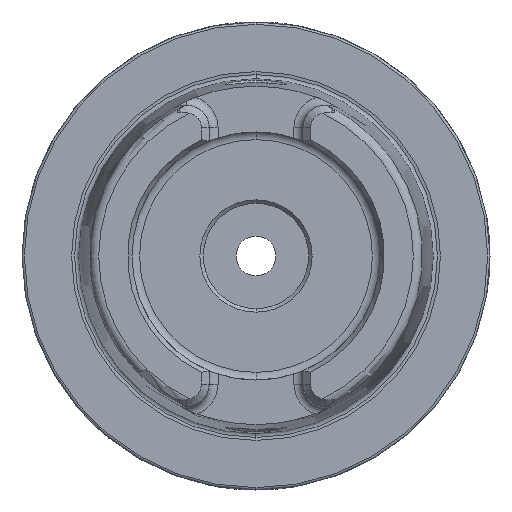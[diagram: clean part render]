
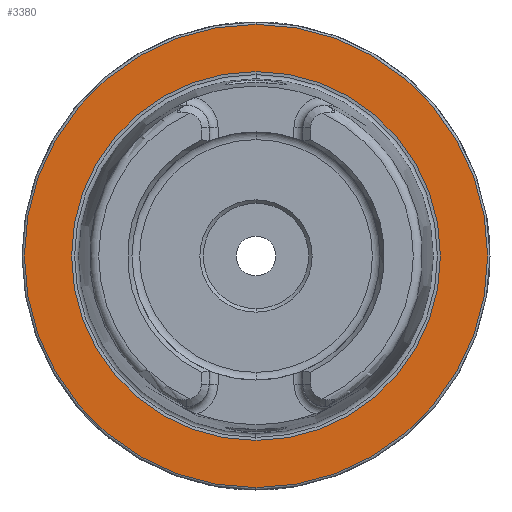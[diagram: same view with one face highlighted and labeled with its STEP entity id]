
A CAD part, left-side view. The second image highlights one B-rep face of the part: STEP entity #3380.
In plain terms, the highlighted planar face has unit normal (-1, 0, 0).
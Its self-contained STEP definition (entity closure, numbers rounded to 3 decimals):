
#162 = DIRECTION ( 'NONE',  ( -1., 0., 0. ) ) ;
#332 = EDGE_LOOP ( 'NONE', ( #2546, #2357 ) ) ;
#1281 = ORIENTED_EDGE ( 'NONE', *, *, #7919, .T. ) ;
#1811 = CARTESIAN_POINT ( 'NONE',  ( 0., 0., -39.405 ) ) ;
#1860 = ORIENTED_EDGE ( 'NONE', *, *, #5957, .T. ) ;
#1941 = EDGE_LOOP ( 'NONE', ( #1860, #1281 ) ) ;
#2084 = AXIS2_PLACEMENT_3D ( 'NONE', #4405, #4395, #4374 ) ;
#2123 = CIRCLE ( 'NONE', #6561, 49.5 ) ;
#2357 = ORIENTED_EDGE ( 'NONE', *, *, #2362, .F. ) ;
#2362 = EDGE_CURVE ( 'NONE', #3774, #5904, #3875, .T. ) ;
#2449 = CARTESIAN_POINT ( 'NONE',  ( 0., 0., 0. ) ) ;
#2546 = ORIENTED_EDGE ( 'NONE', *, *, #7926, .F. ) ;
#2654 = DIRECTION ( 'NONE',  ( -1., 0., 0. ) ) ;
#3089 = DIRECTION ( 'NONE',  ( 0., 0., 1. ) ) ;
#3374 = VERTEX_POINT ( 'NONE', #4555 ) ;
#3380 = ADVANCED_FACE ( 'NONE', ( #5182, #4959 ), #4453, .F. ) ;
#3774 = VERTEX_POINT ( 'NONE', #1811 ) ;
#3819 = CIRCLE ( 'NONE', #6956, 39.405 ) ;
#3875 = CIRCLE ( 'NONE', #6109, 39.405 ) ;
#3952 = CARTESIAN_POINT ( 'NONE',  ( 0., 0., 0. ) ) ;
#4374 = DIRECTION ( 'NONE',  ( 0., 0., -1. ) ) ;
#4395 = DIRECTION ( 'NONE',  ( 1., 0., 0. ) ) ;
#4405 = CARTESIAN_POINT ( 'NONE',  ( 0., 49.5, 0. ) ) ;
#4453 = PLANE ( 'NONE',  #2084 ) ;
#4555 = CARTESIAN_POINT ( 'NONE',  ( 0., 0., 49.5 ) ) ;
#4579 = AXIS2_PLACEMENT_3D ( 'NONE', #2449, #6866, #3089 ) ;
#4606 = DIRECTION ( 'NONE',  ( 0., 0., 1. ) ) ;
#4882 = CARTESIAN_POINT ( 'NONE',  ( 0., 0., -49.5 ) ) ;
#4959 = FACE_OUTER_BOUND ( 'NONE', #1941, .T. ) ;
#5182 = FACE_BOUND ( 'NONE', #332, .T. ) ;
#5396 = VERTEX_POINT ( 'NONE', #4882 ) ;
#5904 = VERTEX_POINT ( 'NONE', #7223 ) ;
#5957 = EDGE_CURVE ( 'NONE', #3374, #5396, #6975, .T. ) ;
#6028 = DIRECTION ( 'NONE',  ( 0., 0., 1. ) ) ;
#6054 = DIRECTION ( 'NONE',  ( -1., 0., 0. ) ) ;
#6084 = CARTESIAN_POINT ( 'NONE',  ( 0., 0., 0. ) ) ;
#6109 = AXIS2_PLACEMENT_3D ( 'NONE', #6084, #6054, #6028 ) ;
#6457 = CARTESIAN_POINT ( 'NONE',  ( 0., 0., 0. ) ) ;
#6561 = AXIS2_PLACEMENT_3D ( 'NONE', #6457, #2654, #7046 ) ;
#6866 = DIRECTION ( 'NONE',  ( -1., 0., 0. ) ) ;
#6956 = AXIS2_PLACEMENT_3D ( 'NONE', #3952, #162, #4606 ) ;
#6975 = CIRCLE ( 'NONE', #4579, 49.5 ) ;
#7046 = DIRECTION ( 'NONE',  ( 0., 0., 1. ) ) ;
#7223 = CARTESIAN_POINT ( 'NONE',  ( 0., 0., 39.405 ) ) ;
#7919 = EDGE_CURVE ( 'NONE', #5396, #3374, #2123, .T. ) ;
#7926 = EDGE_CURVE ( 'NONE', #5904, #3774, #3819, .T. ) ;
